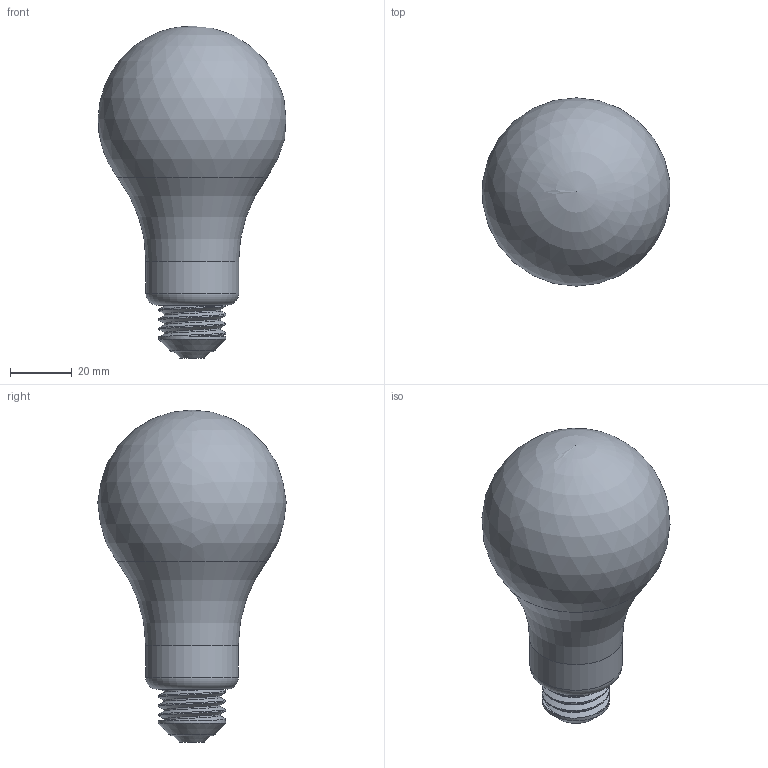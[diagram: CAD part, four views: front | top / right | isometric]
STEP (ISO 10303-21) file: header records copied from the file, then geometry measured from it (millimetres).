
FILE_DESCRIPTION(/* description */ (''),/* implementation_level */ '2;1');
FILE_NAME(/* name */ 'cc015671-6e9b-4994-a7cb-75ad039b9928.stp',/* time_stamp */ '2025-06-21T23:55:00Z',/* author */ (''),/* organization */ (''),/* preprocessor_version */ 'ST-DEVELOPER v20.1',/* originating_system */ 'Autodesk Translation Framework v14.10.0.0',/* authorisation */ '');
FILE_SCHEMA (('AUTOMOTIVE_DESIGN { 1 0 10303 214 3 1 1 }'));
Length unit declared in the file: millimetre
Products named in the file (1): #1992
Bounding box: 60.76 x 60.99 x 107.5 mm (x, y, z)
Volume: 149522.3 mm3; surface area: 16177.2 mm2
Topology: 2 solids, 2 shells, 23 faces, 59 edges, 39 vertices
Faces by surface type: cylinder 10, plane 5, torus 3, cone 2, bspline 2, sphere 1
Full cylindrical faces by diameter (mm): 18.337 x2, 21.765 x5, 30 x1
Entity records: 1996 total; most frequent: CARTESIAN_POINT 1423, ORIENTED_EDGE 116, DIRECTION 104, EDGE_CURVE 58, AXIS2_PLACEMENT_3D 46, VERTEX_POINT 39, CIRCLE 24, FACE_OUTER_BOUND 23
